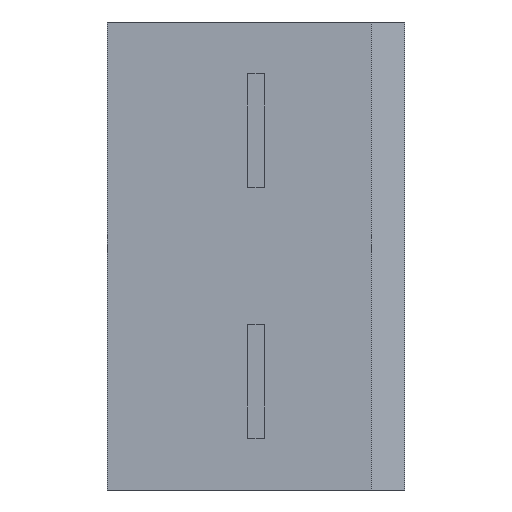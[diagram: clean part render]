
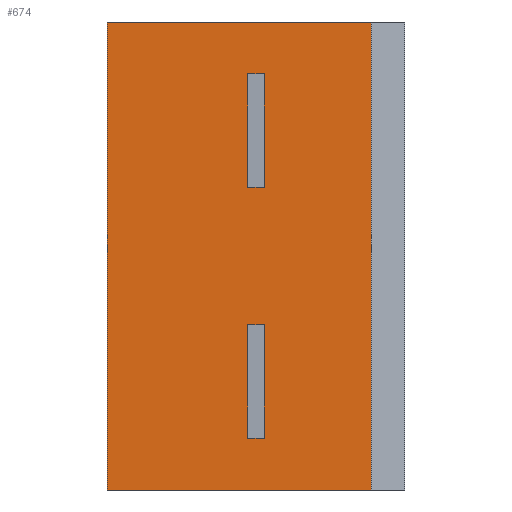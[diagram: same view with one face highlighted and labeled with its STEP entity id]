
A CAD part, left-side view. The second image highlights one B-rep face of the part: STEP entity #674.
In plain terms, the highlighted planar face has unit normal (-1, 0, 0).
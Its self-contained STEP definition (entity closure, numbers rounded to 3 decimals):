
#45=FACE_OUTER_BOUND('',#89,.T.);
#89=EDGE_LOOP('',(#478,#479,#480,#481));
#148=LINE('',#1018,#232);
#150=LINE('',#1022,#234);
#151=LINE('',#1024,#235);
#152=LINE('',#1025,#236);
#232=VECTOR('',#824,10.);
#234=VECTOR('',#828,10.);
#235=VECTOR('',#829,10.);
#236=VECTOR('',#830,10.);
#312=VERTEX_POINT('',#1015);
#313=VERTEX_POINT('',#1017);
#314=VERTEX_POINT('',#1021);
#315=VERTEX_POINT('',#1023);
#378=EDGE_CURVE('',#313,#312,#148,.T.);
#380=EDGE_CURVE('',#312,#314,#150,.T.);
#381=EDGE_CURVE('',#315,#314,#151,.T.);
#382=EDGE_CURVE('',#313,#315,#152,.T.);
#478=ORIENTED_EDGE('',*,*,#378,.T.);
#479=ORIENTED_EDGE('',*,*,#380,.T.);
#480=ORIENTED_EDGE('',*,*,#381,.F.);
#481=ORIENTED_EDGE('',*,*,#382,.F.);
#632=PLANE('',#739);
#674=ADVANCED_FACE('',(#45),#632,.T.);
#739=AXIS2_PLACEMENT_3D('',#1020,#826,#827);
#824=DIRECTION('',(0.,0.,1.));
#826=DIRECTION('center_axis',(-1.,0.,0.));
#827=DIRECTION('ref_axis',(0.,0.,1.));
#828=DIRECTION('',(0.,1.,0.));
#829=DIRECTION('',(0.,0.,1.));
#830=DIRECTION('',(0.,1.,0.));
#1015=CARTESIAN_POINT('',(-1.6,-0.74,1.4));
#1017=CARTESIAN_POINT('',(-1.6,-0.74,-1.4));
#1018=CARTESIAN_POINT('',(-1.6,-0.74,-0.7));
#1020=CARTESIAN_POINT('Origin',(-1.6,0.,-1.4));
#1021=CARTESIAN_POINT('',(-1.6,0.84,1.4));
#1022=CARTESIAN_POINT('',(-1.6,0.,1.4));
#1023=CARTESIAN_POINT('',(-1.6,0.84,-1.4));
#1024=CARTESIAN_POINT('',(-1.6,0.84,1.4));
#1025=CARTESIAN_POINT('',(-1.6,0.,-1.4));
